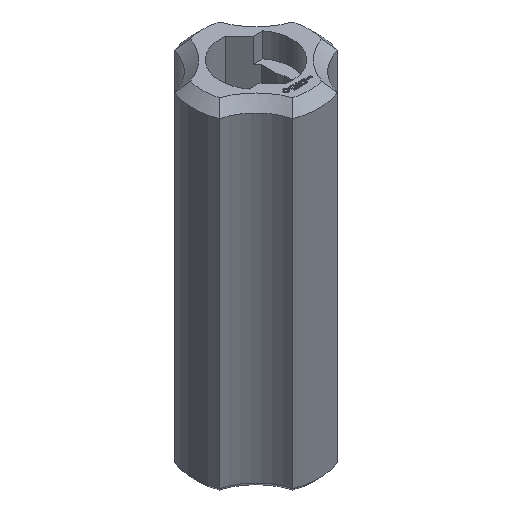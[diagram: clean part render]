
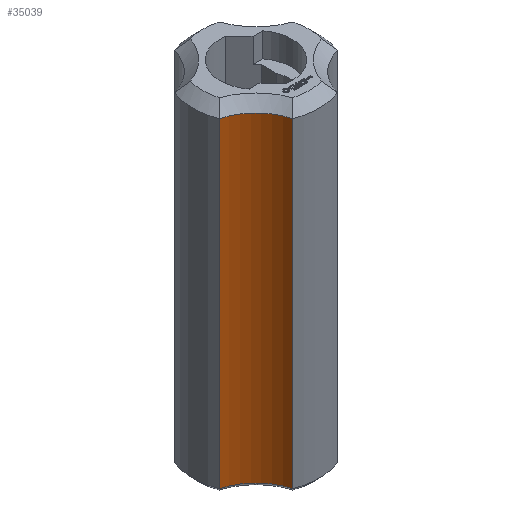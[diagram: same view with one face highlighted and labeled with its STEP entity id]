
A CAD part, isometric view. The second image highlights one B-rep face of the part: STEP entity #35039.
In plain terms, the highlighted cylindrical face has radius 5 mm (diameter 10 mm), a partial arc.
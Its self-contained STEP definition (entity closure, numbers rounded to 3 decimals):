
#31646 = CONICAL_SURFACE('',#31647,5.5,0.785);
#31647 = AXIS2_PLACEMENT_3D('',#31648,#31649,#31650);
#31648 = CARTESIAN_POINT('',(-7.071,-7.071,32.625));
#31649 = DIRECTION('',(0.,0.,1.));
#31650 = DIRECTION('',(0.969,0.246,-0.));
#32564 = CONICAL_SURFACE('',#32565,5.25,0.785);
#32565 = AXIS2_PLACEMENT_3D('',#32566,#32567,#32568);
#32566 = CARTESIAN_POINT('',(-7.071,-7.071,0.25));
#32567 = DIRECTION('',(0.,0.,-1.));
#32568 = DIRECTION('',(0.969,0.246,0.));
#33094 = VERTEX_POINT('',#33095);
#33095 = CARTESIAN_POINT('',(-5.841,-2.225,0.5));
#33130 = CYLINDRICAL_SURFACE('',#33131,6.25);
#33131 = AXIS2_PLACEMENT_3D('',#33132,#33133,#33134);
#33132 = CARTESIAN_POINT('',(0.,0.,0.));
#33133 = DIRECTION('',(0.,0.,1.));
#33134 = DIRECTION('',(-0.934,0.356,0.));
#33147 = EDGE_CURVE('',#33148,#33094,#33150,.T.);
#33148 = VERTEX_POINT('',#33149);
#33149 = CARTESIAN_POINT('',(-2.225,-5.841,0.5));
#33150 = SURFACE_CURVE('',#33151,(#33156,#33163),.PCURVE_S1.);
#33151 = CIRCLE('',#33152,5.);
#33152 = AXIS2_PLACEMENT_3D('',#33153,#33154,#33155);
#33153 = CARTESIAN_POINT('',(-7.071,-7.071,0.5));
#33154 = DIRECTION('',(0.,0.,1.));
#33155 = DIRECTION('',(0.969,0.246,-0.));
#33156 = PCURVE('',#32564,#33157);
#33157 = DEFINITIONAL_REPRESENTATION('',(#33158),#33162);
#33158 = LINE('',#33159,#33160);
#33159 = CARTESIAN_POINT('',(6.283,-0.25));
#33160 = VECTOR('',#33161,1.);
#33161 = DIRECTION('',(-1.,0.));
#33162 = ( GEOMETRIC_REPRESENTATION_CONTEXT(2) 
PARAMETRIC_REPRESENTATION_CONTEXT() REPRESENTATION_CONTEXT('2D SPACE',''
  ) );
#33163 = PCURVE('',#33164,#33169);
#33164 = CYLINDRICAL_SURFACE('',#33165,5.);
#33165 = AXIS2_PLACEMENT_3D('',#33166,#33167,#33168);
#33166 = CARTESIAN_POINT('',(-7.071,-7.071,0.));
#33167 = DIRECTION('',(0.,0.,1.));
#33168 = DIRECTION('',(0.969,0.246,-0.));
#33169 = DEFINITIONAL_REPRESENTATION('',(#33170),#33174);
#33170 = LINE('',#33171,#33172);
#33171 = CARTESIAN_POINT('',(0.,0.5));
#33172 = VECTOR('',#33173,1.);
#33173 = DIRECTION('',(1.,0.));
#33174 = ( GEOMETRIC_REPRESENTATION_CONTEXT(2) 
PARAMETRIC_REPRESENTATION_CONTEXT() REPRESENTATION_CONTEXT('2D SPACE',''
  ) );
#33217 = CYLINDRICAL_SURFACE('',#33218,6.25);
#33218 = AXIS2_PLACEMENT_3D('',#33219,#33220,#33221);
#33219 = CARTESIAN_POINT('',(0.,0.,0.));
#33220 = DIRECTION('',(0.,0.,1.));
#33221 = DIRECTION('',(-0.356,-0.934,0.));
#34271 = VERTEX_POINT('',#34272);
#34272 = CARTESIAN_POINT('',(-2.225,-5.841,32.125));
#34430 = EDGE_CURVE('',#34431,#34271,#34433,.T.);
#34431 = VERTEX_POINT('',#34432);
#34432 = CARTESIAN_POINT('',(-5.841,-2.225,32.125));
#34433 = SURFACE_CURVE('',#34434,(#34439,#34446),.PCURVE_S1.);
#34434 = CIRCLE('',#34435,5.);
#34435 = AXIS2_PLACEMENT_3D('',#34436,#34437,#34438);
#34436 = CARTESIAN_POINT('',(-7.071,-7.071,32.125));
#34437 = DIRECTION('',(0.,0.,-1.));
#34438 = DIRECTION('',(0.969,0.246,0.));
#34439 = PCURVE('',#31646,#34440);
#34440 = DEFINITIONAL_REPRESENTATION('',(#34441),#34445);
#34441 = LINE('',#34442,#34443);
#34442 = CARTESIAN_POINT('',(6.283,-0.5));
#34443 = VECTOR('',#34444,1.);
#34444 = DIRECTION('',(-1.,0.));
#34445 = ( GEOMETRIC_REPRESENTATION_CONTEXT(2) 
PARAMETRIC_REPRESENTATION_CONTEXT() REPRESENTATION_CONTEXT('2D SPACE',''
  ) );
#34446 = PCURVE('',#33164,#34447);
#34447 = DEFINITIONAL_REPRESENTATION('',(#34448),#34452);
#34448 = LINE('',#34449,#34450);
#34449 = CARTESIAN_POINT('',(6.283,32.125));
#34450 = VECTOR('',#34451,1.);
#34451 = DIRECTION('',(-1.,0.));
#34452 = ( GEOMETRIC_REPRESENTATION_CONTEXT(2) 
PARAMETRIC_REPRESENTATION_CONTEXT() REPRESENTATION_CONTEXT('2D SPACE',''
  ) );
#34938 = EDGE_CURVE('',#33148,#34271,#34939,.T.);
#34939 = SURFACE_CURVE('',#34940,(#34944,#34951),.PCURVE_S1.);
#34940 = LINE('',#34941,#34942);
#34941 = CARTESIAN_POINT('',(-2.225,-5.841,0.));
#34942 = VECTOR('',#34943,1.);
#34943 = DIRECTION('',(0.,0.,1.));
#34944 = PCURVE('',#33217,#34945);
#34945 = DEFINITIONAL_REPRESENTATION('',(#34946),#34950);
#34946 = LINE('',#34947,#34948);
#34947 = CARTESIAN_POINT('',(0.,0.));
#34948 = VECTOR('',#34949,1.);
#34949 = DIRECTION('',(0.,1.));
#34950 = ( GEOMETRIC_REPRESENTATION_CONTEXT(2) 
PARAMETRIC_REPRESENTATION_CONTEXT() REPRESENTATION_CONTEXT('2D SPACE',''
  ) );
#34951 = PCURVE('',#33164,#34952);
#34952 = DEFINITIONAL_REPRESENTATION('',(#34953),#34957);
#34953 = LINE('',#34954,#34955);
#34954 = CARTESIAN_POINT('',(0.,0.));
#34955 = VECTOR('',#34956,1.);
#34956 = DIRECTION('',(0.,1.));
#34957 = ( GEOMETRIC_REPRESENTATION_CONTEXT(2) 
PARAMETRIC_REPRESENTATION_CONTEXT() REPRESENTATION_CONTEXT('2D SPACE',''
  ) );
#35039 = ADVANCED_FACE('',(#35040),#33164,.F.);
#35040 = FACE_BOUND('',#35041,.F.);
#35041 = EDGE_LOOP('',(#35042,#35063,#35064,#35065));
#35042 = ORIENTED_EDGE('',*,*,#35043,.T.);
#35043 = EDGE_CURVE('',#33094,#34431,#35044,.T.);
#35044 = SURFACE_CURVE('',#35045,(#35049,#35056),.PCURVE_S1.);
#35045 = LINE('',#35046,#35047);
#35046 = CARTESIAN_POINT('',(-5.841,-2.225,0.));
#35047 = VECTOR('',#35048,1.);
#35048 = DIRECTION('',(0.,0.,1.));
#35049 = PCURVE('',#33164,#35050);
#35050 = DEFINITIONAL_REPRESENTATION('',(#35051),#35055);
#35051 = LINE('',#35052,#35053);
#35052 = CARTESIAN_POINT('',(1.074,0.));
#35053 = VECTOR('',#35054,1.);
#35054 = DIRECTION('',(0.,1.));
#35055 = ( GEOMETRIC_REPRESENTATION_CONTEXT(2) 
PARAMETRIC_REPRESENTATION_CONTEXT() REPRESENTATION_CONTEXT('2D SPACE',''
  ) );
#35056 = PCURVE('',#33130,#35057);
#35057 = DEFINITIONAL_REPRESENTATION('',(#35058),#35062);
#35058 = LINE('',#35059,#35060);
#35059 = CARTESIAN_POINT('',(0.728,0.));
#35060 = VECTOR('',#35061,1.);
#35061 = DIRECTION('',(0.,1.));
#35062 = ( GEOMETRIC_REPRESENTATION_CONTEXT(2) 
PARAMETRIC_REPRESENTATION_CONTEXT() REPRESENTATION_CONTEXT('2D SPACE',''
  ) );
#35063 = ORIENTED_EDGE('',*,*,#34430,.T.);
#35064 = ORIENTED_EDGE('',*,*,#34938,.F.);
#35065 = ORIENTED_EDGE('',*,*,#33147,.T.);
